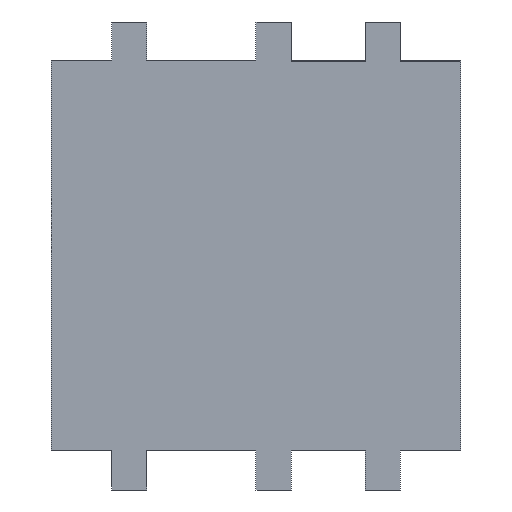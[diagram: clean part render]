
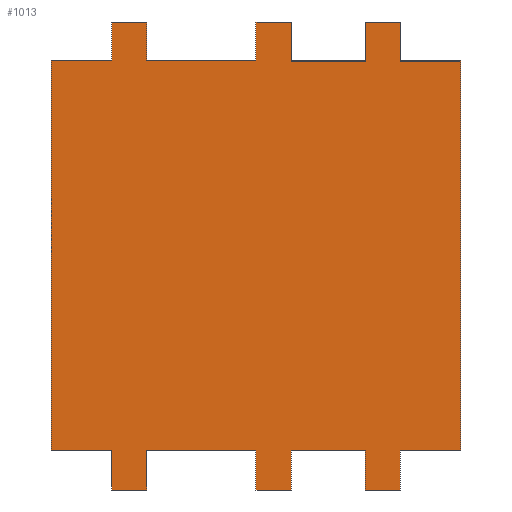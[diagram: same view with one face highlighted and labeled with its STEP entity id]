
A CAD part, front view. The second image highlights one B-rep face of the part: STEP entity #1013.
In plain terms, the highlighted planar face has unit normal (0, -1, 0).
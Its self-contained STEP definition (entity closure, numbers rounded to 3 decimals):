
#70=PLANE('',#1093);
#123=FACE_OUTER_BOUND('',#181,.T.);
#181=EDGE_LOOP('',(#908,#909,#910,#911,#912,#913,#914,#915,#916,#917,#918,
#919,#920,#921,#922,#923,#924,#925,#926,#927,#928,#929,#930,#931,#932,#933,
#934,#935));
#232=LINE('',#1458,#362);
#236=LINE('',#1466,#366);
#239=LINE('',#1472,#369);
#243=LINE('',#1481,#373);
#247=LINE('',#1489,#377);
#250=LINE('',#1495,#380);
#254=LINE('',#1504,#384);
#258=LINE('',#1512,#388);
#261=LINE('',#1518,#391);
#265=LINE('',#1527,#395);
#269=LINE('',#1535,#399);
#272=LINE('',#1541,#402);
#276=LINE('',#1550,#406);
#280=LINE('',#1558,#410);
#283=LINE('',#1564,#413);
#287=LINE('',#1573,#417);
#291=LINE('',#1581,#421);
#294=LINE('',#1587,#424);
#298=LINE('',#1596,#428);
#301=LINE('',#1600,#431);
#303=LINE('',#1603,#433);
#304=LINE('',#1604,#434);
#305=LINE('',#1605,#435);
#306=LINE('',#1608,#436);
#308=LINE('',#1611,#438);
#309=LINE('',#1612,#439);
#310=LINE('',#1613,#440);
#311=LINE('',#1614,#441);
#362=VECTOR('',#1204,10.);
#366=VECTOR('',#1210,10.);
#369=VECTOR('',#1215,10.);
#373=VECTOR('',#1223,10.);
#377=VECTOR('',#1229,10.);
#380=VECTOR('',#1234,10.);
#384=VECTOR('',#1242,10.);
#388=VECTOR('',#1248,10.);
#391=VECTOR('',#1253,10.);
#395=VECTOR('',#1261,10.);
#399=VECTOR('',#1267,10.);
#402=VECTOR('',#1272,10.);
#406=VECTOR('',#1280,10.);
#410=VECTOR('',#1286,10.);
#413=VECTOR('',#1291,10.);
#417=VECTOR('',#1299,10.);
#421=VECTOR('',#1305,10.);
#424=VECTOR('',#1310,10.);
#428=VECTOR('',#1318,10.);
#431=VECTOR('',#1323,10.);
#433=VECTOR('',#1325,10.);
#434=VECTOR('',#1326,10.);
#435=VECTOR('',#1327,10.);
#436=VECTOR('',#1330,10.);
#438=VECTOR('',#1334,10.);
#439=VECTOR('',#1335,10.);
#440=VECTOR('',#1336,10.);
#441=VECTOR('',#1337,10.);
#482=VERTEX_POINT('',#1456);
#483=VERTEX_POINT('',#1457);
#486=VERTEX_POINT('',#1465);
#488=VERTEX_POINT('',#1471);
#490=VERTEX_POINT('',#1479);
#491=VERTEX_POINT('',#1480);
#494=VERTEX_POINT('',#1488);
#496=VERTEX_POINT('',#1494);
#498=VERTEX_POINT('',#1502);
#499=VERTEX_POINT('',#1503);
#502=VERTEX_POINT('',#1511);
#504=VERTEX_POINT('',#1517);
#506=VERTEX_POINT('',#1525);
#507=VERTEX_POINT('',#1526);
#510=VERTEX_POINT('',#1534);
#512=VERTEX_POINT('',#1540);
#514=VERTEX_POINT('',#1548);
#515=VERTEX_POINT('',#1549);
#518=VERTEX_POINT('',#1557);
#520=VERTEX_POINT('',#1563);
#522=VERTEX_POINT('',#1571);
#523=VERTEX_POINT('',#1572);
#526=VERTEX_POINT('',#1580);
#528=VERTEX_POINT('',#1586);
#530=VERTEX_POINT('',#1594);
#531=VERTEX_POINT('',#1595);
#532=VERTEX_POINT('',#1601);
#533=VERTEX_POINT('',#1607);
#588=EDGE_CURVE('',#482,#483,#232,.T.);
#592=EDGE_CURVE('',#486,#482,#236,.T.);
#595=EDGE_CURVE('',#483,#488,#239,.T.);
#599=EDGE_CURVE('',#490,#491,#243,.T.);
#603=EDGE_CURVE('',#494,#490,#247,.T.);
#606=EDGE_CURVE('',#491,#496,#250,.T.);
#610=EDGE_CURVE('',#498,#499,#254,.T.);
#614=EDGE_CURVE('',#502,#498,#258,.T.);
#617=EDGE_CURVE('',#499,#504,#261,.T.);
#621=EDGE_CURVE('',#506,#507,#265,.T.);
#625=EDGE_CURVE('',#510,#506,#269,.T.);
#628=EDGE_CURVE('',#507,#512,#272,.T.);
#632=EDGE_CURVE('',#514,#515,#276,.T.);
#636=EDGE_CURVE('',#518,#514,#280,.T.);
#639=EDGE_CURVE('',#515,#520,#283,.T.);
#643=EDGE_CURVE('',#522,#523,#287,.T.);
#647=EDGE_CURVE('',#526,#522,#291,.T.);
#650=EDGE_CURVE('',#523,#528,#294,.T.);
#654=EDGE_CURVE('',#530,#531,#298,.T.);
#657=EDGE_CURVE('',#488,#530,#301,.T.);
#659=EDGE_CURVE('',#532,#526,#303,.T.);
#660=EDGE_CURVE('',#528,#502,#304,.T.);
#661=EDGE_CURVE('',#504,#486,#305,.T.);
#662=EDGE_CURVE('',#533,#532,#306,.T.);
#664=EDGE_CURVE('',#496,#533,#308,.T.);
#665=EDGE_CURVE('',#531,#510,#309,.T.);
#666=EDGE_CURVE('',#512,#518,#310,.T.);
#667=EDGE_CURVE('',#520,#494,#311,.T.);
#908=ORIENTED_EDGE('',*,*,#665,.F.);
#909=ORIENTED_EDGE('',*,*,#654,.F.);
#910=ORIENTED_EDGE('',*,*,#657,.F.);
#911=ORIENTED_EDGE('',*,*,#595,.F.);
#912=ORIENTED_EDGE('',*,*,#588,.F.);
#913=ORIENTED_EDGE('',*,*,#592,.F.);
#914=ORIENTED_EDGE('',*,*,#661,.F.);
#915=ORIENTED_EDGE('',*,*,#617,.F.);
#916=ORIENTED_EDGE('',*,*,#610,.F.);
#917=ORIENTED_EDGE('',*,*,#614,.F.);
#918=ORIENTED_EDGE('',*,*,#660,.F.);
#919=ORIENTED_EDGE('',*,*,#650,.F.);
#920=ORIENTED_EDGE('',*,*,#643,.F.);
#921=ORIENTED_EDGE('',*,*,#647,.F.);
#922=ORIENTED_EDGE('',*,*,#659,.F.);
#923=ORIENTED_EDGE('',*,*,#662,.F.);
#924=ORIENTED_EDGE('',*,*,#664,.F.);
#925=ORIENTED_EDGE('',*,*,#606,.F.);
#926=ORIENTED_EDGE('',*,*,#599,.F.);
#927=ORIENTED_EDGE('',*,*,#603,.F.);
#928=ORIENTED_EDGE('',*,*,#667,.F.);
#929=ORIENTED_EDGE('',*,*,#639,.F.);
#930=ORIENTED_EDGE('',*,*,#632,.F.);
#931=ORIENTED_EDGE('',*,*,#636,.F.);
#932=ORIENTED_EDGE('',*,*,#666,.F.);
#933=ORIENTED_EDGE('',*,*,#628,.F.);
#934=ORIENTED_EDGE('',*,*,#621,.F.);
#935=ORIENTED_EDGE('',*,*,#625,.F.);
#1013=ADVANCED_FACE('',(#123),#70,.F.);
#1093=AXIS2_PLACEMENT_3D('',#1615,#1338,#1339);
#1204=DIRECTION('',(1.,0.,0.));
#1210=DIRECTION('',(0.,0.,1.));
#1215=DIRECTION('',(0.,0.,-1.));
#1223=DIRECTION('',(-1.,0.,0.));
#1229=DIRECTION('',(0.,0.,-1.));
#1234=DIRECTION('',(0.,0.,1.));
#1242=DIRECTION('',(1.,0.,0.));
#1248=DIRECTION('',(0.,0.,1.));
#1253=DIRECTION('',(0.,0.,-1.));
#1261=DIRECTION('',(-1.,0.,0.));
#1267=DIRECTION('',(0.,0.,-1.));
#1272=DIRECTION('',(0.,0.,1.));
#1280=DIRECTION('',(-1.,0.,0.));
#1286=DIRECTION('',(0.,0.,-1.));
#1291=DIRECTION('',(0.,0.,1.));
#1299=DIRECTION('',(1.,0.,0.));
#1305=DIRECTION('',(0.,0.,1.));
#1310=DIRECTION('',(0.,0.,-1.));
#1318=DIRECTION('',(0.,0.,-1.));
#1323=DIRECTION('',(1.,0.,0.));
#1325=DIRECTION('',(1.,0.,0.));
#1326=DIRECTION('',(1.,0.,0.));
#1327=DIRECTION('',(1.,0.,0.));
#1330=DIRECTION('',(0.,0.,1.));
#1334=DIRECTION('',(-1.,0.,0.));
#1335=DIRECTION('',(-1.,0.,0.));
#1336=DIRECTION('',(-1.,0.,0.));
#1337=DIRECTION('',(-1.,0.,0.));
#1338=DIRECTION('center_axis',(0.,1.,0.));
#1339=DIRECTION('ref_axis',(0.,0.,1.));
#1456=CARTESIAN_POINT('',(2.8,0.,6.));
#1457=CARTESIAN_POINT('',(3.7,0.,6.));
#1458=CARTESIAN_POINT('',(2.8,0.,6.));
#1465=CARTESIAN_POINT('',(2.8,0.,5.));
#1466=CARTESIAN_POINT('',(2.8,0.,5.));
#1471=CARTESIAN_POINT('',(3.7,0.,5.));
#1472=CARTESIAN_POINT('',(3.7,0.,6.));
#1479=CARTESIAN_POINT('',(-2.8,0.,-6.));
#1480=CARTESIAN_POINT('',(-3.7,0.,-6.));
#1481=CARTESIAN_POINT('',(-2.8,0.,-6.));
#1488=CARTESIAN_POINT('',(-2.8,0.,-5.));
#1489=CARTESIAN_POINT('',(-2.8,0.,-5.));
#1494=CARTESIAN_POINT('',(-3.7,0.,-5.));
#1495=CARTESIAN_POINT('',(-3.7,0.,-6.));
#1502=CARTESIAN_POINT('',(0.,0.,6.));
#1503=CARTESIAN_POINT('',(0.9,0.,6.));
#1504=CARTESIAN_POINT('',(0.,0.,6.));
#1511=CARTESIAN_POINT('',(0.,0.,5.));
#1512=CARTESIAN_POINT('',(0.,0.,5.));
#1517=CARTESIAN_POINT('',(0.9,0.,5.));
#1518=CARTESIAN_POINT('',(0.9,0.,6.));
#1525=CARTESIAN_POINT('',(3.7,0.,-6.));
#1526=CARTESIAN_POINT('',(2.8,0.,-6.));
#1527=CARTESIAN_POINT('',(3.7,0.,-6.));
#1534=CARTESIAN_POINT('',(3.7,0.,-5.));
#1535=CARTESIAN_POINT('',(3.7,0.,-5.));
#1540=CARTESIAN_POINT('',(2.8,0.,-5.));
#1541=CARTESIAN_POINT('',(2.8,0.,-6.));
#1548=CARTESIAN_POINT('',(0.9,0.,-6.));
#1549=CARTESIAN_POINT('',(0.,0.,-6.));
#1550=CARTESIAN_POINT('',(0.9,0.,-6.));
#1557=CARTESIAN_POINT('',(0.9,0.,-5.));
#1558=CARTESIAN_POINT('',(0.9,0.,-5.));
#1563=CARTESIAN_POINT('',(0.,0.,-5.));
#1564=CARTESIAN_POINT('',(0.,0.,-6.));
#1571=CARTESIAN_POINT('',(-3.7,0.,6.));
#1572=CARTESIAN_POINT('',(-2.8,0.,6.));
#1573=CARTESIAN_POINT('',(-3.7,0.,6.));
#1580=CARTESIAN_POINT('',(-3.7,0.,5.));
#1581=CARTESIAN_POINT('',(-3.7,0.,5.));
#1586=CARTESIAN_POINT('',(-2.8,0.,5.));
#1587=CARTESIAN_POINT('',(-2.8,0.,6.));
#1594=CARTESIAN_POINT('',(5.25,0.,5.));
#1595=CARTESIAN_POINT('',(5.25,0.,-5.));
#1596=CARTESIAN_POINT('',(5.25,0.,5.));
#1600=CARTESIAN_POINT('',(-5.25,0.,5.));
#1601=CARTESIAN_POINT('',(-5.25,0.,5.));
#1603=CARTESIAN_POINT('',(-5.25,0.,5.));
#1604=CARTESIAN_POINT('',(-5.25,0.,5.));
#1605=CARTESIAN_POINT('',(-5.25,0.,5.));
#1607=CARTESIAN_POINT('',(-5.25,0.,-5.));
#1608=CARTESIAN_POINT('',(-5.25,0.,-5.));
#1611=CARTESIAN_POINT('',(5.25,0.,-5.));
#1612=CARTESIAN_POINT('',(5.25,0.,-5.));
#1613=CARTESIAN_POINT('',(5.25,0.,-5.));
#1614=CARTESIAN_POINT('',(5.25,0.,-5.));
#1615=CARTESIAN_POINT('Origin',(0.,0.,0.));
